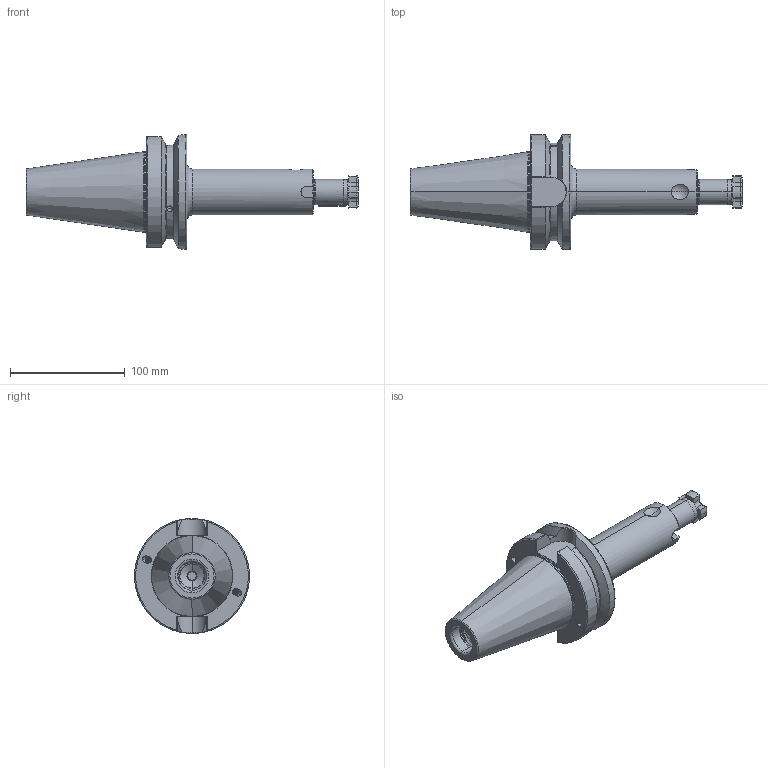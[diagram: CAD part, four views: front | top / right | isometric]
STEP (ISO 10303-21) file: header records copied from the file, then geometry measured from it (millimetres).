
FILE_DESCRIPTION (( 'STEP AP203' ), '1' );
FILE_NAME ('506.10.22.2.STEP', '2016-11-26T01:33:20', ( '' ), ( '' ), 'SwSTEP 2.0', 'SolidWorks 2012', '' );
FILE_SCHEMA (( 'CONFIG_CONTROL_DESIGN' ));
Length unit declared in the file: millimetre
Products named in the file (4): SC22用鍵_6x6x25L; 506.10.22.2; 十字螺絲FMB22
Assembly tree (3 placements, depth 2):
  506.10.22.2
    506.10.22.2
    十字螺絲FMB22
    SC22用鍵_6x6x25L
Bounding box: 288.8 x 100 x 100 mm (x, y, z)
Volume: 557123.6 mm3; surface area: 84337 mm2
Topology: 3 solids, 3 shells, 360 faces, 957 edges, 603 vertices
Faces by surface type: cylinder 186, plane 65, cone 42, torus 41, bspline 24, sphere 2
Entity records: 22834 total; most frequent: CARTESIAN_POINT 14461, ORIENTED_EDGE 1906, DIRECTION 1452, EDGE_CURVE 953, VERTEX_POINT 603, AXIS2_PLACEMENT_3D 558, EDGE_LOOP 376, ADVANCED_FACE 360
